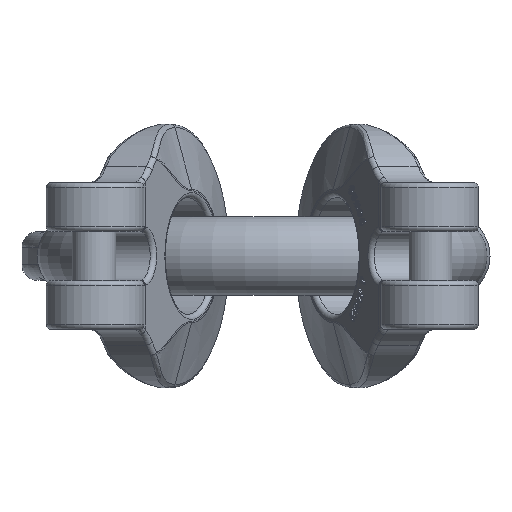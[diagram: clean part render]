
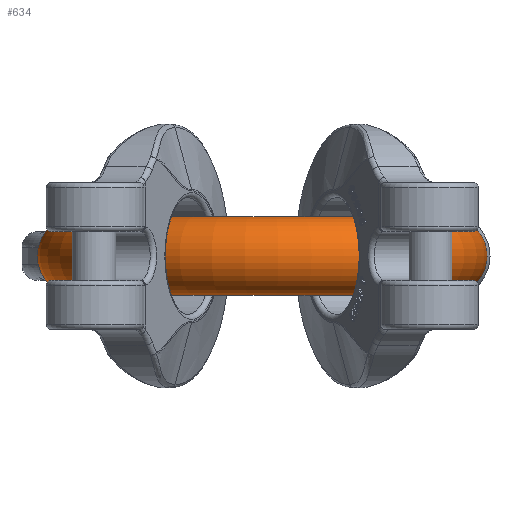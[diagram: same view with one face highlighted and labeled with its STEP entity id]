
A CAD part, front view. The second image highlights one B-rep face of the part: STEP entity #634.
In plain terms, the highlighted toroidal (fillet/blend) face has major radius 38 mm and minor radius 8 mm.
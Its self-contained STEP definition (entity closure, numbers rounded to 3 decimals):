
#259=TOROIDAL_SURFACE('',#9225,38.,8.);
#634=ADVANCED_FACE('',(#1795,#1796),#259,.T.);
#1656=CIRCLE('',#9218,8.);
#1660=CIRCLE('',#9224,8.);
#1795=FACE_BOUND('',#2108,.T.);
#1796=FACE_BOUND('',#2109,.T.);
#2108=EDGE_LOOP('',(#4424));
#2109=EDGE_LOOP('',(#4425));
#4424=ORIENTED_EDGE('',*,*,#7233,.T.);
#4425=ORIENTED_EDGE('',*,*,#7229,.F.);
#6170=VERTEX_POINT('',#14885);
#6174=VERTEX_POINT('',#14895);
#7229=EDGE_CURVE('',#6170,#6170,#1656,.T.);
#7233=EDGE_CURVE('',#6174,#6174,#1660,.T.);
#9218=AXIS2_PLACEMENT_3D('',#14884,#10235,#10236);
#9224=AXIS2_PLACEMENT_3D('',#14894,#10247,#10248);
#9225=AXIS2_PLACEMENT_3D('',#14896,#10249,#10250);
#10235=DIRECTION('',(0.,1.,0.));
#10236=DIRECTION('',(0.,0.,1.));
#10247=DIRECTION('',(0.,-1.,0.));
#10248=DIRECTION('',(0.,0.,1.));
#10249=DIRECTION('',(0.,0.,1.));
#10250=DIRECTION('',(1.,0.,0.));
#14884=CARTESIAN_POINT('',(38.,-25.,0.));
#14885=CARTESIAN_POINT('',(38.,-25.,8.));
#14894=CARTESIAN_POINT('',(-38.,-25.,0.));
#14895=CARTESIAN_POINT('',(-38.,-25.,8.));
#14896=CARTESIAN_POINT('',(0.,-25.,0.));
